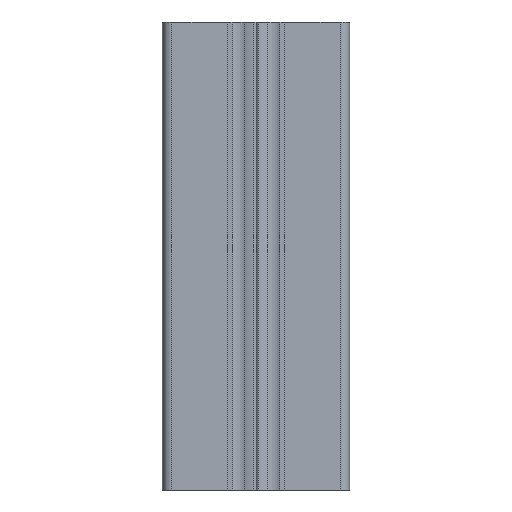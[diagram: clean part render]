
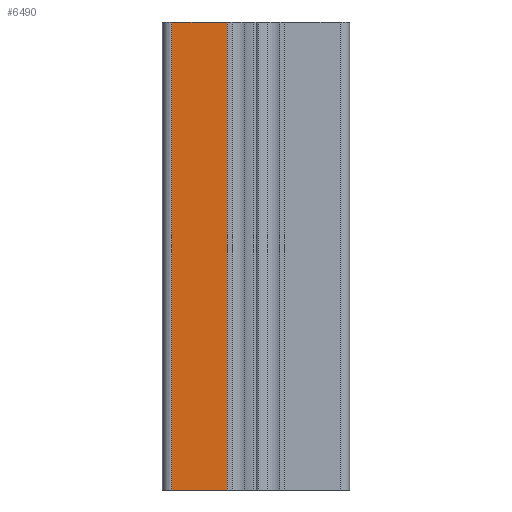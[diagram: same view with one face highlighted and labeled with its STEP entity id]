
A CAD part, left-side view. The second image highlights one B-rep face of the part: STEP entity #6490.
In plain terms, the highlighted planar face has unit normal (-1, 0, 0).
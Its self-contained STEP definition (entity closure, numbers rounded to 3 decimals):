
#156 = DIRECTION ( 'NONE',  ( 0., -1., 0. ) ) ;
#189 = DIRECTION ( 'NONE',  ( 0., 0., -1. ) ) ;
#358 = CARTESIAN_POINT ( 'NONE',  ( -20., 18., 100. ) ) ;
#534 = CARTESIAN_POINT ( 'NONE',  ( -20., 18., 100. ) ) ;
#548 = EDGE_CURVE ( 'NONE', #6876, #6834, #3961, .T. ) ;
#2046 = VECTOR ( 'NONE', #6773, 1000. ) ;
#2053 = LINE ( 'NONE', #2734, #3449 ) ;
#2078 = CARTESIAN_POINT ( 'NONE',  ( -20., 6.1, 100. ) ) ;
#2189 = LINE ( 'NONE', #358, #2046 ) ;
#2293 = CARTESIAN_POINT ( 'NONE',  ( -20., 6.1, 100. ) ) ;
#2601 = EDGE_CURVE ( 'NONE', #6876, #6140, #2189, .T. ) ;
#2669 = ORIENTED_EDGE ( 'NONE', *, *, #4978, .T. ) ;
#2734 = CARTESIAN_POINT ( 'NONE',  ( -20., 6.1, 100. ) ) ;
#2787 = CARTESIAN_POINT ( 'NONE',  ( -20., 6.1, 100. ) ) ;
#2934 = ORIENTED_EDGE ( 'NONE', *, *, #548, .F. ) ;
#2959 = AXIS2_PLACEMENT_3D ( 'NONE', #2293, #3361, #189 ) ;
#3108 = CARTESIAN_POINT ( 'NONE',  ( -20., 18., 0. ) ) ;
#3339 = PLANE ( 'NONE',  #2959 ) ;
#3361 = DIRECTION ( 'NONE',  ( 1., 0., 0. ) ) ;
#3449 = VECTOR ( 'NONE', #6477, 1000. ) ;
#3616 = LINE ( 'NONE', #5394, #5050 ) ;
#3886 = FACE_OUTER_BOUND ( 'NONE', #4592, .T. ) ;
#3939 = VERTEX_POINT ( 'NONE', #5071 ) ;
#3961 = LINE ( 'NONE', #2787, #6822 ) ;
#4241 = ORIENTED_EDGE ( 'NONE', *, *, #2601, .T. ) ;
#4306 = DIRECTION ( 'NONE',  ( 0., -1., 0. ) ) ;
#4592 = EDGE_LOOP ( 'NONE', ( #2669, #6385, #2934, #4241 ) ) ;
#4978 = EDGE_CURVE ( 'NONE', #6140, #3939, #3616, .T. ) ;
#5008 = EDGE_CURVE ( 'NONE', #6834, #3939, #2053, .T. ) ;
#5050 = VECTOR ( 'NONE', #4306, 1000. ) ;
#5071 = CARTESIAN_POINT ( 'NONE',  ( -20., 6.1, 0. ) ) ;
#5394 = CARTESIAN_POINT ( 'NONE',  ( -20., 6.1, 0. ) ) ;
#6140 = VERTEX_POINT ( 'NONE', #3108 ) ;
#6385 = ORIENTED_EDGE ( 'NONE', *, *, #5008, .F. ) ;
#6477 = DIRECTION ( 'NONE',  ( 0., 0., -1. ) ) ;
#6490 = ADVANCED_FACE ( 'NONE', ( #3886 ), #3339, .F. ) ;
#6773 = DIRECTION ( 'NONE',  ( 0., 0., -1. ) ) ;
#6822 = VECTOR ( 'NONE', #156, 1000. ) ;
#6834 = VERTEX_POINT ( 'NONE', #2078 ) ;
#6876 = VERTEX_POINT ( 'NONE', #534 ) ;
